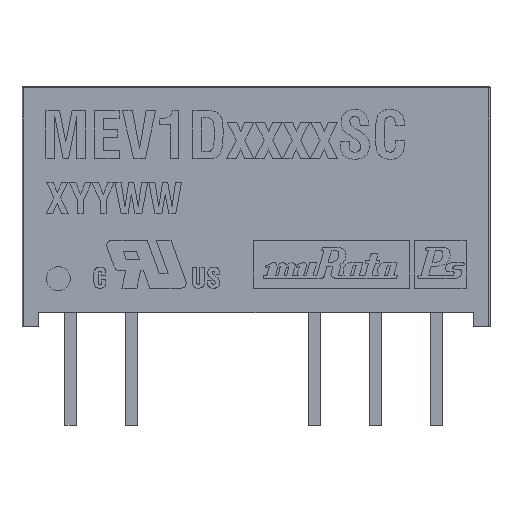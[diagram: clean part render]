
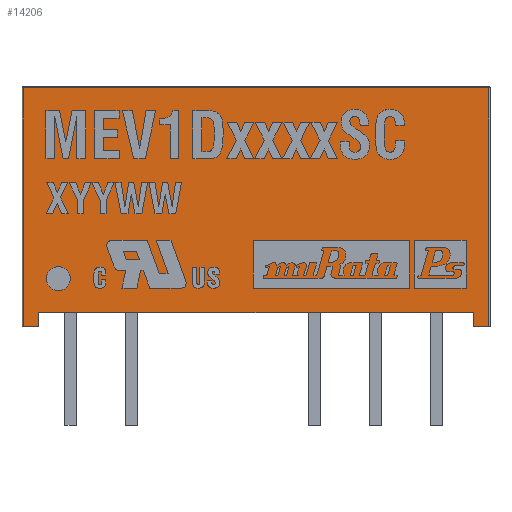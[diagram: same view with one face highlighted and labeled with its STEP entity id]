
A CAD part, top view. The second image highlights one B-rep face of the part: STEP entity #14206.
In plain terms, the highlighted planar face has unit normal (0, 0, 1).
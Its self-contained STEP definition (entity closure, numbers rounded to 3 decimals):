
#641 = CARTESIAN_POINT ( 'NONE',  ( -2.03, 4.1, 4.75 ) ) ;
#755 = CARTESIAN_POINT ( 'NONE',  ( 16.77, 4.7, 4.75 ) ) ;
#795 = DIRECTION ( 'NONE',  ( 1., 0., 0. ) ) ;
#801 = CARTESIAN_POINT ( 'NONE',  ( -1.33, 4.7, 4.75 ) ) ;
#1147 = EDGE_CURVE ( 'NONE', #4135, #30662, #5147, .T. ) ;
#1513 = LINE ( 'NONE', #29655, #7498 ) ;
#1556 = DIRECTION ( 'NONE',  ( 0., 1., 0. ) ) ;
#2427 = VERTEX_POINT ( 'NONE', #8357 ) ;
#2955 = EDGE_CURVE ( 'NONE', #22937, #12514, #8758, .T. ) ;
#3196 = DIRECTION ( 'NONE',  ( 1., 0., 0. ) ) ;
#3704 = CARTESIAN_POINT ( 'NONE',  ( 17.42, 4.1, 4.75 ) ) ;
#3906 = LINE ( 'NONE', #29057, #16582 ) ;
#4135 = VERTEX_POINT ( 'NONE', #801 ) ;
#4138 = CARTESIAN_POINT ( 'NONE',  ( -1.33, 4.1, 4.75 ) ) ;
#4338 = VECTOR ( 'NONE', #795, 1000. ) ;
#4343 = VECTOR ( 'NONE', #25843, 1000. ) ;
#5147 = LINE ( 'NONE', #21114, #4338 ) ;
#5611 = CARTESIAN_POINT ( 'NONE',  ( -2.03, 4.1, 4.75 ) ) ;
#6039 = CARTESIAN_POINT ( 'NONE',  ( -1.98, 4.1, 4.75 ) ) ;
#7118 = EDGE_CURVE ( 'NONE', #18235, #15648, #31285, .T. ) ;
#7498 = VECTOR ( 'NONE', #29774, 1000. ) ;
#8357 = CARTESIAN_POINT ( 'NONE',  ( -1.98, 14.05, 4.75 ) ) ;
#8758 = LINE ( 'NONE', #13094, #22230 ) ;
#9052 = VECTOR ( 'NONE', #1556, 1000. ) ;
#9238 = EDGE_LOOP ( 'NONE', ( #30906, #10157, #14525, #32672, #24119, #19950, #18503, #15344 ) ) ;
#10046 = VECTOR ( 'NONE', #29521, 1000. ) ;
#10157 = ORIENTED_EDGE ( 'NONE', *, *, #2955, .T. ) ;
#10276 = EDGE_CURVE ( 'NONE', #22937, #27420, #3906, .T. ) ;
#11656 = EDGE_CURVE ( 'NONE', #2427, #15648, #30927, .T. ) ;
#11845 = CARTESIAN_POINT ( 'NONE',  ( 16.77, 4.1, 4.75 ) ) ;
#12116 = EDGE_CURVE ( 'NONE', #18235, #4135, #30046, .T. ) ;
#12514 = VERTEX_POINT ( 'NONE', #21191 ) ;
#13094 = CARTESIAN_POINT ( 'NONE',  ( 17.42, 4.1, 4.75 ) ) ;
#14206 = ADVANCED_FACE ( 'NONE', ( #26496 ), #25072, .F. ) ;
#14525 = ORIENTED_EDGE ( 'NONE', *, *, #27279, .T. ) ;
#15344 = ORIENTED_EDGE ( 'NONE', *, *, #30847, .T. ) ;
#15648 = VERTEX_POINT ( 'NONE', #6039 ) ;
#15707 = AXIS2_PLACEMENT_3D ( 'NONE', #641, #18390, #3196 ) ;
#16227 = CARTESIAN_POINT ( 'NONE',  ( -1.33, 4.1, 4.75 ) ) ;
#16582 = VECTOR ( 'NONE', #31603, 1000. ) ;
#18235 = VERTEX_POINT ( 'NONE', #16227 ) ;
#18390 = DIRECTION ( 'NONE',  ( 0., 0., -1. ) ) ;
#18503 = ORIENTED_EDGE ( 'NONE', *, *, #1147, .T. ) ;
#19257 = DIRECTION ( 'NONE',  ( 0., -1., 0. ) ) ;
#19950 = ORIENTED_EDGE ( 'NONE', *, *, #12116, .T. ) ;
#21114 = CARTESIAN_POINT ( 'NONE',  ( -1.33, 4.7, 4.75 ) ) ;
#21191 = CARTESIAN_POINT ( 'NONE',  ( 17.42, 14.05, 4.75 ) ) ;
#22230 = VECTOR ( 'NONE', #30772, 1000. ) ;
#22937 = VERTEX_POINT ( 'NONE', #3704 ) ;
#23402 = VECTOR ( 'NONE', #19257, 1000. ) ;
#24119 = ORIENTED_EDGE ( 'NONE', *, *, #7118, .F. ) ;
#25072 = PLANE ( 'NONE',  #15707 ) ;
#25843 = DIRECTION ( 'NONE',  ( -1., 0., 0. ) ) ;
#26496 = FACE_OUTER_BOUND ( 'NONE', #9238, .T. ) ;
#27279 = EDGE_CURVE ( 'NONE', #12514, #2427, #1513, .T. ) ;
#27420 = VERTEX_POINT ( 'NONE', #28220 ) ;
#28220 = CARTESIAN_POINT ( 'NONE',  ( 16.77, 4.1, 4.75 ) ) ;
#29057 = CARTESIAN_POINT ( 'NONE',  ( -2.03, 4.1, 4.75 ) ) ;
#29322 = CARTESIAN_POINT ( 'NONE',  ( -1.98, 4.1, 4.75 ) ) ;
#29415 = LINE ( 'NONE', #11845, #10046 ) ;
#29521 = DIRECTION ( 'NONE',  ( 0., -1., 0. ) ) ;
#29655 = CARTESIAN_POINT ( 'NONE',  ( -2.03, 14.05, 4.75 ) ) ;
#29774 = DIRECTION ( 'NONE',  ( -1., 0., 0. ) ) ;
#30046 = LINE ( 'NONE', #4138, #9052 ) ;
#30662 = VERTEX_POINT ( 'NONE', #755 ) ;
#30772 = DIRECTION ( 'NONE',  ( 0., 1., 0. ) ) ;
#30847 = EDGE_CURVE ( 'NONE', #30662, #27420, #29415, .T. ) ;
#30906 = ORIENTED_EDGE ( 'NONE', *, *, #10276, .F. ) ;
#30927 = LINE ( 'NONE', #29322, #23402 ) ;
#31285 = LINE ( 'NONE', #5611, #4343 ) ;
#31603 = DIRECTION ( 'NONE',  ( -1., 0., 0. ) ) ;
#32672 = ORIENTED_EDGE ( 'NONE', *, *, #11656, .T. ) ;
